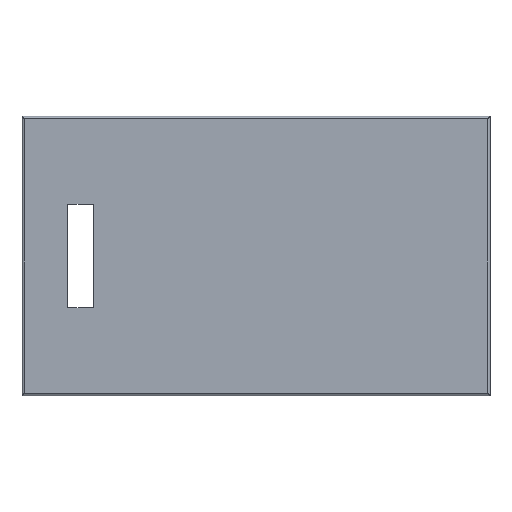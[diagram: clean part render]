
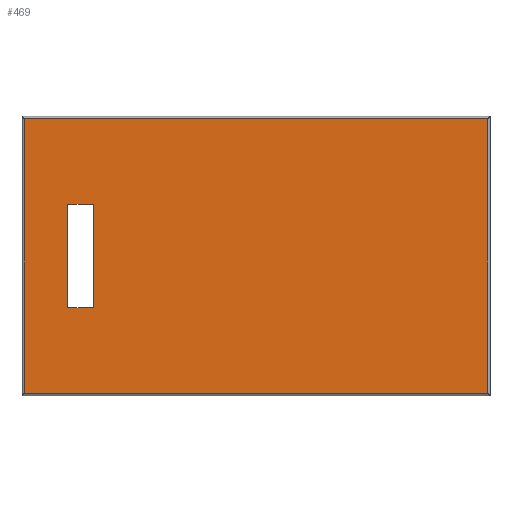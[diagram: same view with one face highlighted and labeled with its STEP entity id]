
A CAD part, top view. The second image highlights one B-rep face of the part: STEP entity #469.
In plain terms, the highlighted planar face has unit normal (0, 0, 1).
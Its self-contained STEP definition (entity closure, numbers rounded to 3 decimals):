
#64 = LINE ( 'NONE', #693, #573 ) ;
#68 = EDGE_CURVE ( 'NONE', #778, #1001, #403, .T. ) ;
#69 = VERTEX_POINT ( 'NONE', #506 ) ;
#96 = CARTESIAN_POINT ( 'NONE',  ( -181.5, 50., 20. ) ) ;
#160 = VERTEX_POINT ( 'NONE', #968 ) ;
#181 = VECTOR ( 'NONE', #983, 1000. ) ;
#197 = VECTOR ( 'NONE', #829, 1000. ) ;
#231 = VECTOR ( 'NONE', #739, 1000. ) ;
#284 = VECTOR ( 'NONE', #1296, 1000. ) ;
#305 = CARTESIAN_POINT ( 'NONE',  ( -181.5, -50., 20. ) ) ;
#390 = EDGE_CURVE ( 'NONE', #948, #160, #64, .T. ) ;
#394 = VERTEX_POINT ( 'NONE', #1175 ) ;
#403 = LINE ( 'NONE', #96, #197 ) ;
#426 = EDGE_CURVE ( 'NONE', #1001, #69, #1299, .T. ) ;
#436 = EDGE_LOOP ( 'NONE', ( #713, #684, #1037, #1021 ) ) ;
#455 = PLANE ( 'NONE',  #860 ) ;
#469 = ADVANCED_FACE ( 'NONE', ( #1162, #675 ), #455, .T. ) ;
#484 = LINE ( 'NONE', #769, #284 ) ;
#503 = VERTEX_POINT ( 'NONE', #647 ) ;
#506 = CARTESIAN_POINT ( 'NONE',  ( -181.5, -50., 20. ) ) ;
#530 = LINE ( 'NONE', #943, #231 ) ;
#550 = VECTOR ( 'NONE', #1031, 1000. ) ;
#565 = DIRECTION ( 'NONE',  ( 0., 1., 0. ) ) ;
#573 = VECTOR ( 'NONE', #565, 1000. ) ;
#595 = VECTOR ( 'NONE', #720, 1000. ) ;
#625 = ORIENTED_EDGE ( 'NONE', *, *, #1045, .F. ) ;
#647 = CARTESIAN_POINT ( 'NONE',  ( -156.5, -50., 20. ) ) ;
#675 = FACE_BOUND ( 'NONE', #869, .T. ) ;
#684 = ORIENTED_EDGE ( 'NONE', *, *, #390, .T. ) ;
#693 = CARTESIAN_POINT ( 'NONE',  ( 223.5, 134.5, 20. ) ) ;
#702 = LINE ( 'NONE', #305, #595 ) ;
#713 = ORIENTED_EDGE ( 'NONE', *, *, #772, .T. ) ;
#720 = DIRECTION ( 'NONE',  ( 1., 0., 0. ) ) ;
#739 = DIRECTION ( 'NONE',  ( 1., 0., 0. ) ) ;
#764 = CARTESIAN_POINT ( 'NONE',  ( -156.5, 50., 20. ) ) ;
#769 = CARTESIAN_POINT ( 'NONE',  ( -225.5, 132.5, 20. ) ) ;
#772 = EDGE_CURVE ( 'NONE', #394, #948, #530, .T. ) ;
#778 = VERTEX_POINT ( 'NONE', #1148 ) ;
#799 = ORIENTED_EDGE ( 'NONE', *, *, #426, .F. ) ;
#829 = DIRECTION ( 'NONE',  ( -1., 0., 0. ) ) ;
#841 = CARTESIAN_POINT ( 'NONE',  ( -223.5, -134.5, 20. ) ) ;
#855 = DIRECTION ( 'NONE',  ( 1., 0., 0. ) ) ;
#860 = AXIS2_PLACEMENT_3D ( 'NONE', #958, #1076, #855 ) ;
#866 = EDGE_CURVE ( 'NONE', #1259, #394, #1226, .T. ) ;
#869 = EDGE_LOOP ( 'NONE', ( #984, #799, #874, #625 ) ) ;
#874 = ORIENTED_EDGE ( 'NONE', *, *, #68, .F. ) ;
#879 = CARTESIAN_POINT ( 'NONE',  ( -181.5, 50., 20. ) ) ;
#923 = VECTOR ( 'NONE', #1277, 1000. ) ;
#943 = CARTESIAN_POINT ( 'NONE',  ( 225.5, -132.5, 20. ) ) ;
#948 = VERTEX_POINT ( 'NONE', #956 ) ;
#956 = CARTESIAN_POINT ( 'NONE',  ( 223.5, -132.5, 20. ) ) ;
#958 = CARTESIAN_POINT ( 'NONE',  ( 0., 0., 20. ) ) ;
#968 = CARTESIAN_POINT ( 'NONE',  ( 223.5, 132.5, 20. ) ) ;
#983 = DIRECTION ( 'NONE',  ( 0., 1., 0. ) ) ;
#984 = ORIENTED_EDGE ( 'NONE', *, *, #1214, .F. ) ;
#1001 = VERTEX_POINT ( 'NONE', #1155 ) ;
#1021 = ORIENTED_EDGE ( 'NONE', *, *, #866, .T. ) ;
#1031 = DIRECTION ( 'NONE',  ( 0., -1., 0. ) ) ;
#1037 = ORIENTED_EDGE ( 'NONE', *, *, #1077, .T. ) ;
#1045 = EDGE_CURVE ( 'NONE', #503, #778, #1102, .T. ) ;
#1076 = DIRECTION ( 'NONE',  ( 0., 0., 1. ) ) ;
#1077 = EDGE_CURVE ( 'NONE', #160, #1259, #484, .T. ) ;
#1102 = LINE ( 'NONE', #764, #181 ) ;
#1148 = CARTESIAN_POINT ( 'NONE',  ( -156.5, 50., 20. ) ) ;
#1155 = CARTESIAN_POINT ( 'NONE',  ( -181.5, 50., 20. ) ) ;
#1162 = FACE_OUTER_BOUND ( 'NONE', #436, .T. ) ;
#1175 = CARTESIAN_POINT ( 'NONE',  ( -223.5, -132.5, 20. ) ) ;
#1214 = EDGE_CURVE ( 'NONE', #69, #503, #702, .T. ) ;
#1222 = CARTESIAN_POINT ( 'NONE',  ( -223.5, 132.5, 20. ) ) ;
#1226 = LINE ( 'NONE', #841, #550 ) ;
#1259 = VERTEX_POINT ( 'NONE', #1222 ) ;
#1277 = DIRECTION ( 'NONE',  ( 0., -1., 0. ) ) ;
#1296 = DIRECTION ( 'NONE',  ( -1., 0., 0. ) ) ;
#1299 = LINE ( 'NONE', #879, #923 ) ;
